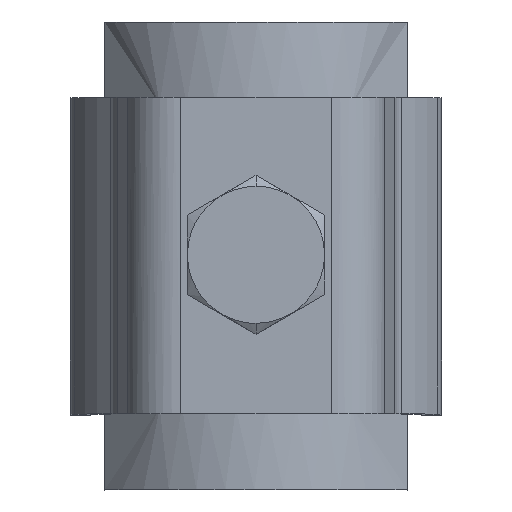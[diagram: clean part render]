
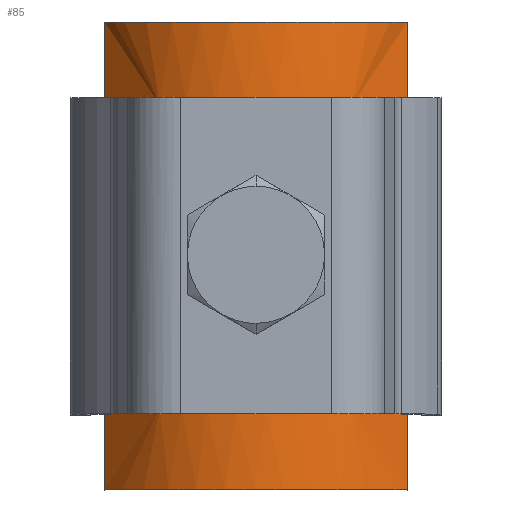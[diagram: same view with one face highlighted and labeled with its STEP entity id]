
A CAD part, top view. The second image highlights one B-rep face of the part: STEP entity #85.
In plain terms, the highlighted free-form (B-spline) face has degree [2, 1] with [5, 2] control points.
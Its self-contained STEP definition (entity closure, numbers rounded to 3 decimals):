
#85=ADVANCED_FACE('',(#159,#98),#1103,.T.);
#98=FACE_BOUND('',#233,.T.);
#159=FACE_OUTER_BOUND('',#232,.T.);
#232=EDGE_LOOP('',(#558,#559,#560,#561));
#233=EDGE_LOOP('',(#562,#563,#564,#565));
#558=ORIENTED_EDGE('',*,*,#765,.T.);
#559=ORIENTED_EDGE('',*,*,#759,.T.);
#560=ORIENTED_EDGE('',*,*,#760,.T.);
#561=ORIENTED_EDGE('',*,*,#757,.F.);
#562=ORIENTED_EDGE('',*,*,#772,.T.);
#563=ORIENTED_EDGE('',*,*,#761,.T.);
#564=ORIENTED_EDGE('',*,*,#774,.T.);
#565=ORIENTED_EDGE('',*,*,#762,.T.);
#757=EDGE_CURVE('',#1060,#1061,#942,.T.);
#759=EDGE_CURVE('',#1062,#1063,#868,.T.);
#760=EDGE_CURVE('',#1063,#1061,#869,.T.);
#761=EDGE_CURVE('',#1064,#1065,#870,.T.);
#762=EDGE_CURVE('',#1066,#1067,#871,.T.);
#765=EDGE_CURVE('',#1060,#1062,#872,.T.);
#772=EDGE_CURVE('',#1067,#1064,#873,.T.);
#774=EDGE_CURVE('',#1065,#1066,#874,.T.);
#868=(
BOUNDED_CURVE()
B_SPLINE_CURVE(1,(#2557,#2558),.UNSPECIFIED.,.F.,.F.)
B_SPLINE_CURVE_WITH_KNOTS((2,2),(0.,34.),.UNSPECIFIED.)
CURVE()
GEOMETRIC_REPRESENTATION_ITEM()
RATIONAL_B_SPLINE_CURVE((1.,1.))
REPRESENTATION_ITEM('')
);
#869=(
BOUNDED_CURVE()
B_SPLINE_CURVE(2,(#2559,#2560,#2561,#2562,#2563),.UNSPECIFIED.,.F.,.F.)
B_SPLINE_CURVE_WITH_KNOTS((3,2,3),(3.132,16.246,29.359),
 .UNSPECIFIED.)
CURVE()
GEOMETRIC_REPRESENTATION_ITEM()
RATIONAL_B_SPLINE_CURVE((1.,0.875,1.,0.875,1.))
REPRESENTATION_ITEM('')
);
#870=(
BOUNDED_CURVE()
B_SPLINE_CURVE(1,(#2564,#2565),.UNSPECIFIED.,.F.,.F.)
B_SPLINE_CURVE_WITH_KNOTS((2,2),(39.,61.),.UNSPECIFIED.)
CURVE()
GEOMETRIC_REPRESENTATION_ITEM()
RATIONAL_B_SPLINE_CURVE((1.,1.))
REPRESENTATION_ITEM('')
);
#871=(
BOUNDED_CURVE()
B_SPLINE_CURVE(1,(#2566,#2567),.UNSPECIFIED.,.F.,.F.)
B_SPLINE_CURVE_WITH_KNOTS((2,2),(0.,22.),.UNSPECIFIED.)
CURVE()
GEOMETRIC_REPRESENTATION_ITEM()
RATIONAL_B_SPLINE_CURVE((1.,1.))
REPRESENTATION_ITEM('')
);
#872=(
BOUNDED_CURVE()
B_SPLINE_CURVE(2,(#2572,#2573,#2574,#2575,#2576),.UNSPECIFIED.,.F.,.F.)
B_SPLINE_CURVE_WITH_KNOTS((3,2,3),(-29.359,-16.246,
-3.132),.UNSPECIFIED.)
CURVE()
GEOMETRIC_REPRESENTATION_ITEM()
RATIONAL_B_SPLINE_CURVE((1.,0.875,1.,0.875,1.))
REPRESENTATION_ITEM('')
);
#873=(
BOUNDED_CURVE()
B_SPLINE_CURVE(2,(#2589,#2590,#2591,#2592,#2593),.UNSPECIFIED.,.F.,.F.)
B_SPLINE_CURVE_WITH_KNOTS((3,2,3),(-23.62,-16.246,
-8.871),.UNSPECIFIED.)
CURVE()
GEOMETRIC_REPRESENTATION_ITEM()
RATIONAL_B_SPLINE_CURVE((1.,0.96,1.,0.96,1.))
REPRESENTATION_ITEM('')
);
#874=(
BOUNDED_CURVE()
B_SPLINE_CURVE(2,(#2596,#2597,#2598,#2599,#2600),.UNSPECIFIED.,.F.,.F.)
B_SPLINE_CURVE_WITH_KNOTS((3,2,3),(8.871,16.246,23.62),
 .UNSPECIFIED.)
CURVE()
GEOMETRIC_REPRESENTATION_ITEM()
RATIONAL_B_SPLINE_CURVE((1.,0.96,1.,0.96,1.))
REPRESENTATION_ITEM('')
);
#942=B_SPLINE_CURVE_WITH_KNOTS('',1,(#2553,#2554),.UNSPECIFIED.,.F.,.F.,
(2,2),(-17.,17.),.UNSPECIFIED.);
#1060=VERTEX_POINT('',#2525);
#1061=VERTEX_POINT('',#2526);
#1062=VERTEX_POINT('',#2527);
#1063=VERTEX_POINT('',#2528);
#1064=VERTEX_POINT('',#2529);
#1065=VERTEX_POINT('',#2530);
#1066=VERTEX_POINT('',#2531);
#1067=VERTEX_POINT('',#2532);
#1103=(
BOUNDED_SURFACE()
B_SPLINE_SURFACE(2,1,((#2503,#2504),(#2505,#2506),(#2507,#2508),(#2509,
#2510),(#2511,#2512)),.UNSPECIFIED.,.F.,.F.,.F.)
B_SPLINE_SURFACE_WITH_KNOTS((3,2,3),(2,2),(-29.359,-16.246,
-3.132),(0.,34.),.UNSPECIFIED.)
GEOMETRIC_REPRESENTATION_ITEM()
RATIONAL_B_SPLINE_SURFACE(((1.,1.),(0.875,0.875),
(1.,1.),(0.875,0.875),(1.,1.)))
REPRESENTATION_ITEM('')
SURFACE()
);
#2503=CARTESIAN_POINT('',(-11.,0.,-4.072));
#2504=CARTESIAN_POINT('',(-11.,34.,-4.072));
#2505=CARTESIAN_POINT('',(-7.176,0.,2.));
#2506=CARTESIAN_POINT('',(-7.176,34.,2.));
#2507=CARTESIAN_POINT('',(0.,0.,2.));
#2508=CARTESIAN_POINT('',(0.,34.,2.));
#2509=CARTESIAN_POINT('',(7.176,0.,2.));
#2510=CARTESIAN_POINT('',(7.176,34.,2.));
#2511=CARTESIAN_POINT('',(11.,0.,-4.072));
#2512=CARTESIAN_POINT('',(11.,34.,-4.072));
#2525=CARTESIAN_POINT('',(-11.,0.,-4.072));
#2526=CARTESIAN_POINT('',(-11.,34.,-4.072));
#2527=CARTESIAN_POINT('',(11.,0.,-4.072));
#2528=CARTESIAN_POINT('',(11.,34.,-4.072));
#2529=CARTESIAN_POINT('',(7.,28.,-0.046));
#2530=CARTESIAN_POINT('',(7.,6.,-0.046));
#2531=CARTESIAN_POINT('',(-7.,6.,-0.046));
#2532=CARTESIAN_POINT('',(-7.,28.,-0.046));
#2553=CARTESIAN_POINT('',(-11.,0.,-4.072));
#2554=CARTESIAN_POINT('',(-11.,34.,-4.072));
#2557=CARTESIAN_POINT('',(11.,0.,-4.072));
#2558=CARTESIAN_POINT('',(11.,34.,-4.072));
#2559=CARTESIAN_POINT('',(11.,34.,-4.072));
#2560=CARTESIAN_POINT('',(7.176,34.,2.));
#2561=CARTESIAN_POINT('',(0.,34.,2.));
#2562=CARTESIAN_POINT('',(-7.176,34.,2.));
#2563=CARTESIAN_POINT('',(-11.,34.,-4.072));
#2564=CARTESIAN_POINT('',(7.,28.,-0.046));
#2565=CARTESIAN_POINT('',(7.,6.,-0.046));
#2566=CARTESIAN_POINT('',(-7.,6.,-0.046));
#2567=CARTESIAN_POINT('',(-7.,28.,-0.046));
#2572=CARTESIAN_POINT('',(-11.,0.,-4.072));
#2573=CARTESIAN_POINT('',(-7.176,0.,2.));
#2574=CARTESIAN_POINT('',(0.,0.,2.));
#2575=CARTESIAN_POINT('',(7.176,0.,2.));
#2576=CARTESIAN_POINT('',(11.,0.,-4.072));
#2589=CARTESIAN_POINT('',(-7.,28.,-0.046));
#2590=CARTESIAN_POINT('',(-3.799,28.,2.));
#2591=CARTESIAN_POINT('',(0.,28.,2.));
#2592=CARTESIAN_POINT('',(3.799,28.,2.));
#2593=CARTESIAN_POINT('',(7.,28.,-0.046));
#2596=CARTESIAN_POINT('',(7.,6.,-0.046));
#2597=CARTESIAN_POINT('',(3.799,6.,2.));
#2598=CARTESIAN_POINT('',(0.,6.,2.));
#2599=CARTESIAN_POINT('',(-3.799,6.,2.));
#2600=CARTESIAN_POINT('',(-7.,6.,-0.046));
